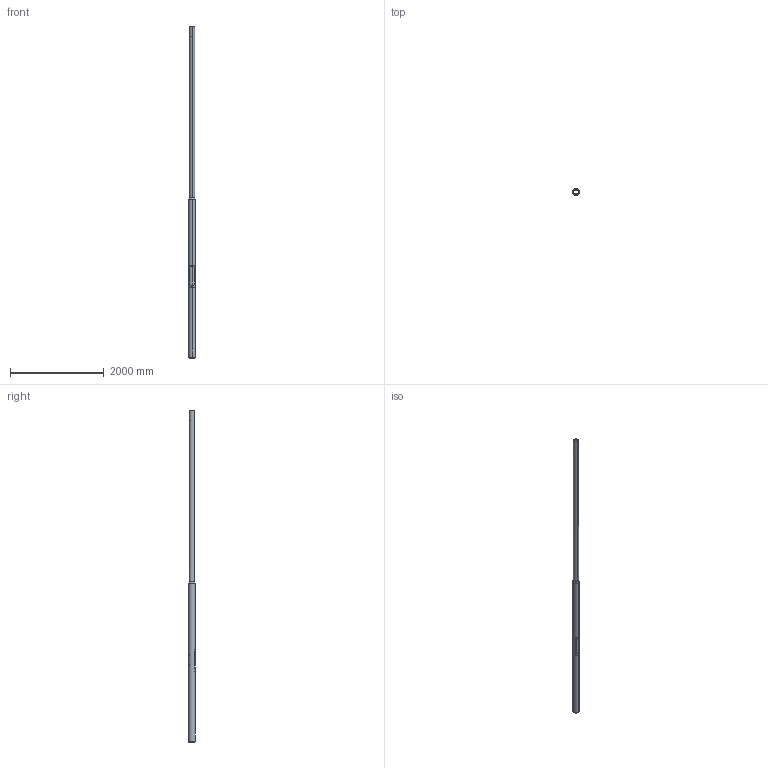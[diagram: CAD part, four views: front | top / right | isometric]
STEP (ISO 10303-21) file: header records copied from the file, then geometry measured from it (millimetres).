
FILE_DESCRIPTION (( 'STEP AP214' ), '1' );
FILE_NAME ('110110KXXX B208O 4608202 OLAKERUNKO_3D.step', '2022-05-28T14:34:43', ( '' ), ( '' ), 'SwSTEP 2.0', 'SolidWorks 2021', '' );
FILE_SCHEMA (( 'AUTOMOTIVE_DESIGN' ));
Length unit declared in the file: millimetre
Products named in the file (9): KYTKENTÄAUKON LATTARAUTA_LATTA 4X20X100; YKSI R_KYTKENTÄAUKON LUUKKU_LUUKKU D139,7; socket set screw cone point_din_DIN 914 - M10 x 20-N; socket head cap screw_din_DIN 912 M6 x 16 --- 16N; 114,3X3,6 PY烼E鵬UTKI-LATVA_139-114 LATVAPUTKI-3700; LATTA 5X16X460 KYTKENTÄAUKON VAHVIKE_C 1; 110110KXXX B208O 4608202 OLAKERUNKO_3D; 139,7X3,6 PYÖREÄPUTKI-TYVI_139 TYVIPUTKI TASALATVA-3400; socket set screw cone point_din_DIN 914 - M10 x 25-N
Assembly tree (14 placements, depth 2):
  110110KXXX B208O 4608202 OLAKERUNKO_3D
    139,7X3,6 PYÖREÄPUTKI-TYVI_139 TYVIPUTKI TASALATVA-3400
    114,3X3,6 PY烼E鵬UTKI-LATVA_139-114 LATVAPUTKI-3700
    socket set screw cone point_din_DIN 914 - M10 x 25-N
    socket set screw cone point_din_DIN 914 - M10 x 20-N  x2
    YKSI R_KYTKENTÄAUKON LUUKKU_LUUKKU D139,7
    socket head cap screw_din_DIN 912 M6 x 16 --- 16N  x4
    KYTKENTÄAUKON LATTARAUTA_LATTA 4X20X100  x2
    LATTA 5X16X460 KYTKENTÄAUKON VAHVIKE_C 1  x2
Bounding box: 139.7 x 147.2 x 7100 mm (x, y, z)
Volume: 9927011.6 mm3; surface area: 5602746.5 mm2
Topology: 14 solids, 14 shells, 245 faces, 588 edges, 362 vertices
Faces by surface type: plane 127, cylinder 64, cone 38, torus 16
Entity records: 5944 total; most frequent: CARTESIAN_POINT 2243, ORIENTED_EDGE 700, DIRECTION 668, EDGE_CURVE 350, AXIS2_PLACEMENT_3D 238, VERTEX_POINT 223, VECTOR 192, LINE 192
